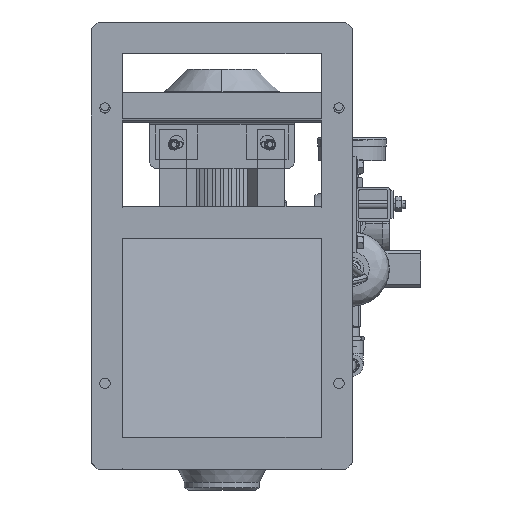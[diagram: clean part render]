
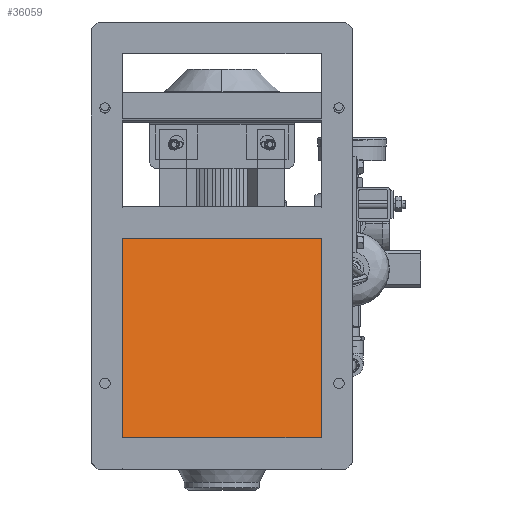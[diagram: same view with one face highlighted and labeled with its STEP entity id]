
A CAD part, front view. The second image highlights one B-rep face of the part: STEP entity #36059.
In plain terms, the highlighted planar face has unit normal (0, -0.985, 0.17).
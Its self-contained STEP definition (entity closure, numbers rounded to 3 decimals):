
#805 = EDGE_CURVE ( 'NONE', #105125, #30133, #55721, .T. ) ;
#4773 = CARTESIAN_POINT ( 'NONE',  ( 144., -252.985, -78.657 ) ) ;
#5204 = CARTESIAN_POINT ( 'NONE',  ( 144., -252.985, -78.657 ) ) ;
#5274 = DIRECTION ( 'NONE',  ( -1., 0., 0. ) ) ;
#10477 = CARTESIAN_POINT ( 'NONE',  ( 144., -252.985, -78.657 ) ) ;
#10494 = CARTESIAN_POINT ( 'NONE',  ( 144., -252.985, -78.657 ) ) ;
#14609 = PLANE ( 'NONE',  #81830 ) ;
#15378 = ORIENTED_EDGE ( 'NONE', *, *, #28447, .T. ) ;
#18202 = DIRECTION ( 'NONE',  ( 0., -0.17, -0.985 ) ) ;
#20735 = DIRECTION ( 'NONE',  ( -1., 0., 0. ) ) ;
#28447 = EDGE_CURVE ( 'NONE', #30133, #78402, #37412, .T. ) ;
#29825 = DIRECTION ( 'NONE',  ( 0., 0.17, 0.985 ) ) ;
#30133 = VERTEX_POINT ( 'NONE', #76124 ) ;
#36059 = ADVANCED_FACE ( 'NONE', ( #55596 ), #14609, .F. ) ;
#36731 = LINE ( 'NONE', #10494, #52198 ) ;
#37412 = LINE ( 'NONE', #102206, #60567 ) ;
#40136 = EDGE_CURVE ( 'NONE', #105125, #84469, #36731, .T. ) ;
#50156 = CARTESIAN_POINT ( 'NONE',  ( -144., -252.985, -78.657 ) ) ;
#52198 = VECTOR ( 'NONE', #84036, 1000. ) ;
#54608 = EDGE_CURVE ( 'NONE', #84469, #78402, #74802, .T. ) ;
#54977 = CARTESIAN_POINT ( 'NONE',  ( 144., -202.985, 211. ) ) ;
#55596 = FACE_OUTER_BOUND ( 'NONE', #93133, .T. ) ;
#55721 = LINE ( 'NONE', #54977, #93325 ) ;
#60523 = VECTOR ( 'NONE', #5274, 1000. ) ;
#60567 = VECTOR ( 'NONE', #18202, 1000. ) ;
#74802 = LINE ( 'NONE', #10477, #60523 ) ;
#76124 = CARTESIAN_POINT ( 'NONE',  ( -144., -202.985, 211. ) ) ;
#78402 = VERTEX_POINT ( 'NONE', #50156 ) ;
#79428 = DIRECTION ( 'NONE',  ( 0., 0.985, -0.17 ) ) ;
#81830 = AXIS2_PLACEMENT_3D ( 'NONE', #5204, #79428, #29825 ) ;
#83868 = ORIENTED_EDGE ( 'NONE', *, *, #805, .T. ) ;
#84036 = DIRECTION ( 'NONE',  ( 0., -0.17, -0.985 ) ) ;
#84469 = VERTEX_POINT ( 'NONE', #4773 ) ;
#91660 = ORIENTED_EDGE ( 'NONE', *, *, #40136, .F. ) ;
#92241 = CARTESIAN_POINT ( 'NONE',  ( 144., -202.985, 211. ) ) ;
#93133 = EDGE_LOOP ( 'NONE', ( #83868, #15378, #99725, #91660 ) ) ;
#93325 = VECTOR ( 'NONE', #20735, 1000. ) ;
#99725 = ORIENTED_EDGE ( 'NONE', *, *, #54608, .F. ) ;
#102206 = CARTESIAN_POINT ( 'NONE',  ( -144., -252.985, -78.657 ) ) ;
#105125 = VERTEX_POINT ( 'NONE', #92241 ) ;
